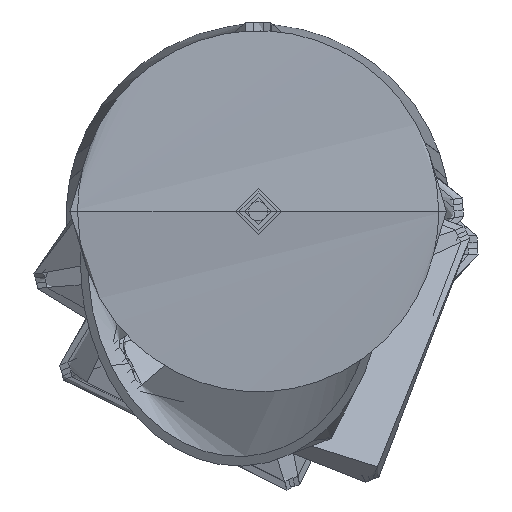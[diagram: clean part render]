
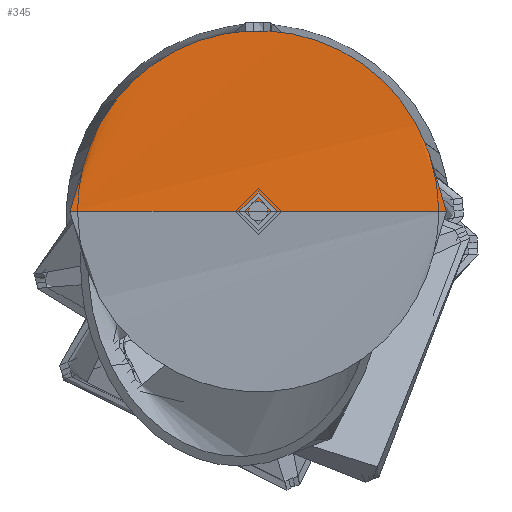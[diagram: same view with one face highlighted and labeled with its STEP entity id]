
A CAD part, top view. The second image highlights one B-rep face of the part: STEP entity #345.
In plain terms, the highlighted free-form (B-spline) face has degree [2, 2] with [5, 9] control points.
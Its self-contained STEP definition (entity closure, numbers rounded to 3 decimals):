
#345=ADVANCED_FACE('',(#740),#6665,.T.);
#740=FACE_OUTER_BOUND('',#1144,.T.);
#1144=EDGE_LOOP('',(#2754,#2755,#2756,#2757));
#2754=ORIENTED_EDGE('',*,*,#4212,.T.);
#2755=ORIENTED_EDGE('',*,*,#4199,.F.);
#2756=ORIENTED_EDGE('',*,*,#4206,.F.);
#2757=ORIENTED_EDGE('',*,*,#4204,.T.);
#4199=EDGE_CURVE('',#6124,#6125,#5446,.T.);
#4204=EDGE_CURVE('',#6129,#6128,#5450,.T.);
#4206=EDGE_CURVE('',#6129,#6124,#5452,.T.);
#4212=EDGE_CURVE('',#6128,#6125,#5457,.T.);
#5446=(
BOUNDED_CURVE()
B_SPLINE_CURVE(2,(#15390,#15391,#15392,#15393,#15394),.UNSPECIFIED.,.F.,
 .F.)
B_SPLINE_CURVE_WITH_KNOTS((3,2,3),(0.,76.969,153.938),
 .UNSPECIFIED.)
CURVE()
GEOMETRIC_REPRESENTATION_ITEM()
RATIONAL_B_SPLINE_CURVE((1.,0.707,1.,0.707,1.))
REPRESENTATION_ITEM('')
);
#5450=(
BOUNDED_CURVE()
B_SPLINE_CURVE(2,(#15412,#15413,#15414,#15415,#15416),.UNSPECIFIED.,.F.,
 .F.)
B_SPLINE_CURVE_WITH_KNOTS((3,2,3),(-295.31,-221.482,-147.655),
 .UNSPECIFIED.)
CURVE()
GEOMETRIC_REPRESENTATION_ITEM()
RATIONAL_B_SPLINE_CURVE((1.,0.707,1.,0.707,1.))
REPRESENTATION_ITEM('')
);
#5452=(
BOUNDED_CURVE()
B_SPLINE_CURVE(2,(#15422,#15423,#15424),.UNSPECIFIED.,.F.,.F.)
B_SPLINE_CURVE_WITH_KNOTS((3,3),(9.425,12.566),
 .UNSPECIFIED.)
CURVE()
GEOMETRIC_REPRESENTATION_ITEM()
RATIONAL_B_SPLINE_CURVE((1.,0.707,1.))
REPRESENTATION_ITEM('')
);
#5457=(
BOUNDED_CURVE()
B_SPLINE_CURVE(2,(#15463,#15464,#15465),.UNSPECIFIED.,.F.,.F.)
B_SPLINE_CURVE_WITH_KNOTS((3,3),(9.425,12.566),
 .UNSPECIFIED.)
CURVE()
GEOMETRIC_REPRESENTATION_ITEM()
RATIONAL_B_SPLINE_CURVE((1.,0.707,1.))
REPRESENTATION_ITEM('')
);
#6124=VERTEX_POINT('',#15380);
#6125=VERTEX_POINT('',#15381);
#6128=VERTEX_POINT('',#15384);
#6129=VERTEX_POINT('',#15385);
#6665=(
BOUNDED_SURFACE()
B_SPLINE_SURFACE(2,2,((#15280,#15281,#15282,#15283,#15284,#15285,#15286,
#15287,#15288),(#15289,#15290,#15291,#15292,#15293,#15294,#15295,#15296,
#15297),(#15298,#15299,#15300,#15301,#15302,#15303,#15304,#15305,#15306),
(#15307,#15308,#15309,#15310,#15311,#15312,#15313,#15314,#15315),(#15316,
#15317,#15318,#15319,#15320,#15321,#15322,#15323,#15324)),.UNSPECIFIED.,
 .F.,.F.,.F.)
B_SPLINE_SURFACE_WITH_KNOTS((3,2,3),(3,2,2,2,3),(0.,73.827,147.655),
(0.,3.142,6.283,9.425,12.566),
 .UNSPECIFIED.)
GEOMETRIC_REPRESENTATION_ITEM()
RATIONAL_B_SPLINE_SURFACE(((1.,0.707,1.,0.707,1.,
0.707,1.,0.707,1.),(0.707,0.5,0.707,
0.5,0.707,0.5,0.707,0.5,0.707),(1.,
0.707,1.,0.707,1.,0.707,1.,0.707,
1.),(0.707,0.5,0.707,0.5,0.707,0.5,
0.707,0.5,0.707),(1.,0.707,1.,0.707,
1.,0.707,1.,0.707,1.)))
REPRESENTATION_ITEM('')
SURFACE()
);
#15280=CARTESIAN_POINT('',(49.,0.,680.75));
#15281=CARTESIAN_POINT('',(49.,0.,682.75));
#15282=CARTESIAN_POINT('',(47.,0.,682.75));
#15283=CARTESIAN_POINT('',(45.,0.,682.75));
#15284=CARTESIAN_POINT('',(45.,0.,680.75));
#15285=CARTESIAN_POINT('',(45.,0.,678.75));
#15286=CARTESIAN_POINT('',(47.,0.,678.75));
#15287=CARTESIAN_POINT('',(49.,0.,678.75));
#15288=CARTESIAN_POINT('',(49.,0.,680.75));
#15289=CARTESIAN_POINT('',(49.,49.,680.75));
#15290=CARTESIAN_POINT('',(49.,49.,682.75));
#15291=CARTESIAN_POINT('',(47.,47.,682.75));
#15292=CARTESIAN_POINT('',(45.,45.,682.75));
#15293=CARTESIAN_POINT('',(45.,45.,680.75));
#15294=CARTESIAN_POINT('',(45.,45.,678.75));
#15295=CARTESIAN_POINT('',(47.,47.,678.75));
#15296=CARTESIAN_POINT('',(49.,49.,678.75));
#15297=CARTESIAN_POINT('',(49.,49.,680.75));
#15298=CARTESIAN_POINT('',(0.,49.,680.75));
#15299=CARTESIAN_POINT('',(0.,49.,682.75));
#15300=CARTESIAN_POINT('',(0.,47.,682.75));
#15301=CARTESIAN_POINT('',(0.,45.,682.75));
#15302=CARTESIAN_POINT('',(0.,45.,680.75));
#15303=CARTESIAN_POINT('',(0.,45.,678.75));
#15304=CARTESIAN_POINT('',(0.,47.,678.75));
#15305=CARTESIAN_POINT('',(0.,49.,678.75));
#15306=CARTESIAN_POINT('',(0.,49.,680.75));
#15307=CARTESIAN_POINT('',(-49.,49.,680.75));
#15308=CARTESIAN_POINT('',(-49.,49.,682.75));
#15309=CARTESIAN_POINT('',(-47.,47.,682.75));
#15310=CARTESIAN_POINT('',(-45.,45.,682.75));
#15311=CARTESIAN_POINT('',(-45.,45.,680.75));
#15312=CARTESIAN_POINT('',(-45.,45.,678.75));
#15313=CARTESIAN_POINT('',(-47.,47.,678.75));
#15314=CARTESIAN_POINT('',(-49.,49.,678.75));
#15315=CARTESIAN_POINT('',(-49.,49.,680.75));
#15316=CARTESIAN_POINT('',(-49.,0.,680.75));
#15317=CARTESIAN_POINT('',(-49.,0.,682.75));
#15318=CARTESIAN_POINT('',(-47.,0.,682.75));
#15319=CARTESIAN_POINT('',(-45.,0.,682.75));
#15320=CARTESIAN_POINT('',(-45.,0.,680.75));
#15321=CARTESIAN_POINT('',(-45.,0.,678.75));
#15322=CARTESIAN_POINT('',(-47.,0.,678.75));
#15323=CARTESIAN_POINT('',(-49.,0.,678.75));
#15324=CARTESIAN_POINT('',(-49.,0.,680.75));
#15380=CARTESIAN_POINT('',(49.,0.,680.75));
#15381=CARTESIAN_POINT('',(-49.,0.,680.75));
#15384=CARTESIAN_POINT('',(-47.,0.,678.75));
#15385=CARTESIAN_POINT('',(47.,0.,678.75));
#15390=CARTESIAN_POINT('',(49.,0.,680.75));
#15391=CARTESIAN_POINT('',(49.,49.,680.75));
#15392=CARTESIAN_POINT('',(0.,49.,680.75));
#15393=CARTESIAN_POINT('',(-49.,49.,680.75));
#15394=CARTESIAN_POINT('',(-49.,0.,680.75));
#15412=CARTESIAN_POINT('',(47.,0.,678.75));
#15413=CARTESIAN_POINT('',(47.,47.,678.75));
#15414=CARTESIAN_POINT('',(0.,47.,678.75));
#15415=CARTESIAN_POINT('',(-47.,47.,678.75));
#15416=CARTESIAN_POINT('',(-47.,0.,678.75));
#15422=CARTESIAN_POINT('',(47.,0.,678.75));
#15423=CARTESIAN_POINT('',(49.,0.,678.75));
#15424=CARTESIAN_POINT('',(49.,0.,680.75));
#15463=CARTESIAN_POINT('',(-47.,0.,678.75));
#15464=CARTESIAN_POINT('',(-49.,0.,678.75));
#15465=CARTESIAN_POINT('',(-49.,0.,680.75));
